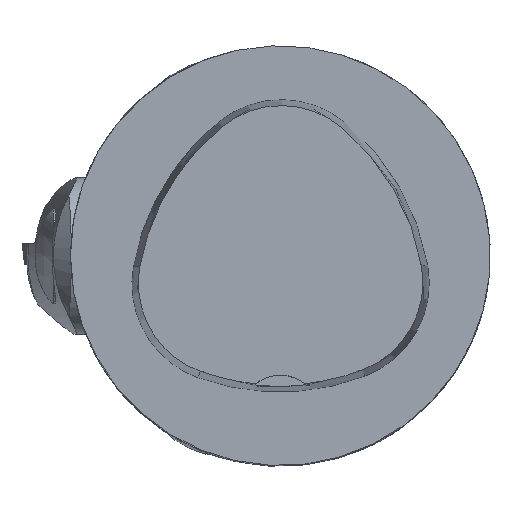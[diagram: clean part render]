
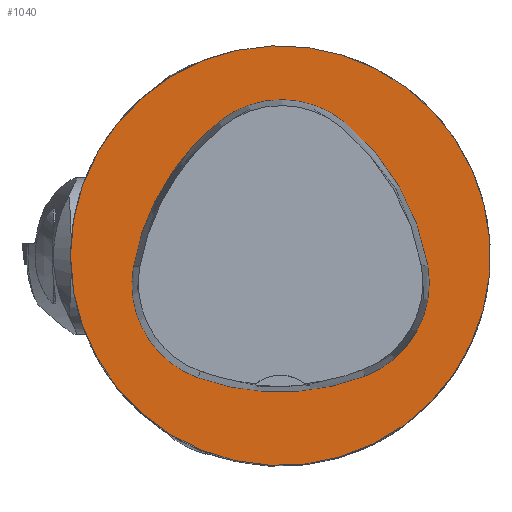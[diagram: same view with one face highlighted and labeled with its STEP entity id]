
A CAD part, top view. The second image highlights one B-rep face of the part: STEP entity #1040.
In plain terms, the highlighted planar face has unit normal (0, 0, 1).
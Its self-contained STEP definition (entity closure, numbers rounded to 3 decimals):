
#618=PLANE('',#6874);
#924=FACE_BOUND('',#1802,.T.);
#925=FACE_BOUND('',#1803,.T.);
#1040=ADVANCED_FACE('',(#924,#925),#618,.T.);
#1802=EDGE_LOOP('',(#3225,#3226,#3227,#3228,#3229,#3230));
#1803=EDGE_LOOP('',(#3231));
#3225=ORIENTED_EDGE('',*,*,#5693,.T.);
#3226=ORIENTED_EDGE('',*,*,#5673,.T.);
#3227=ORIENTED_EDGE('',*,*,#5677,.T.);
#3228=ORIENTED_EDGE('',*,*,#5680,.T.);
#3229=ORIENTED_EDGE('',*,*,#5683,.T.);
#3230=ORIENTED_EDGE('',*,*,#5691,.T.);
#3231=ORIENTED_EDGE('',*,*,#5664,.F.);
#4997=VERTEX_POINT('',#9456);
#5006=VERTEX_POINT('',#9476);
#5007=VERTEX_POINT('',#9477);
#5010=VERTEX_POINT('',#9485);
#5012=VERTEX_POINT('',#9491);
#5014=VERTEX_POINT('',#9497);
#5021=VERTEX_POINT('',#9518);
#5664=EDGE_CURVE('',#4997,#4997,#6533,.T.);
#5673=EDGE_CURVE('',#5006,#5007,#6534,.T.);
#5677=EDGE_CURVE('',#5007,#5010,#6536,.T.);
#5680=EDGE_CURVE('',#5010,#5012,#6538,.T.);
#5683=EDGE_CURVE('',#5012,#5014,#6540,.T.);
#5691=EDGE_CURVE('',#5014,#5021,#6544,.T.);
#5693=EDGE_CURVE('',#5021,#5006,#6546,.T.);
#6533=CIRCLE('',#6845,31.5);
#6534=CIRCLE('',#6852,36.);
#6536=CIRCLE('',#6855,15.);
#6538=CIRCLE('',#6858,36.);
#6540=CIRCLE('',#6861,15.);
#6544=CIRCLE('',#6866,36.);
#6546=CIRCLE('',#6869,15.);
#6845=AXIS2_PLACEMENT_3D('',#9455,#7616,#7617);
#6852=AXIS2_PLACEMENT_3D('',#9475,#7634,#7635);
#6855=AXIS2_PLACEMENT_3D('',#9484,#7642,#7643);
#6858=AXIS2_PLACEMENT_3D('',#9490,#7649,#7650);
#6861=AXIS2_PLACEMENT_3D('',#9496,#7656,#7657);
#6866=AXIS2_PLACEMENT_3D('',#9519,#7668,#7669);
#6869=AXIS2_PLACEMENT_3D('',#9522,#7674,#7675);
#6874=AXIS2_PLACEMENT_3D('',#9527,#7684,#7685);
#7616=DIRECTION('',(0.,0.,-1.));
#7617=DIRECTION('',(-1.,0.,0.));
#7634=DIRECTION('',(0.,0.,-1.));
#7635=DIRECTION('',(-1.,0.,0.));
#7642=DIRECTION('',(0.,0.,-1.));
#7643=DIRECTION('',(-1.,0.,0.));
#7649=DIRECTION('',(0.,0.,-1.));
#7650=DIRECTION('',(-1.,0.,0.));
#7656=DIRECTION('',(0.,0.,-1.));
#7657=DIRECTION('',(-1.,0.,0.));
#7668=DIRECTION('',(0.,0.,-1.));
#7669=DIRECTION('',(-1.,0.,0.));
#7674=DIRECTION('',(0.,0.,-1.));
#7675=DIRECTION('',(-1.,0.,0.));
#7684=DIRECTION('',(0.,0.,1.));
#7685=DIRECTION('',(1.,0.,0.));
#9455=CARTESIAN_POINT('',(0.,0.,0.));
#9456=CARTESIAN_POINT('',(-31.5,0.,0.));
#9475=CARTESIAN_POINT('',(13.398,-7.893,0.));
#9476=CARTESIAN_POINT('',(-22.041,-1.562,0.));
#9477=CARTESIAN_POINT('',(-9.317,20.036,0.));
#9484=CARTESIAN_POINT('',(0.148,8.399,0.));
#9485=CARTESIAN_POINT('',(9.779,19.898,0.));
#9490=CARTESIAN_POINT('',(-13.337,-7.7,0.));
#9491=CARTESIAN_POINT('',(22.122,-1.48,0.));
#9496=CARTESIAN_POINT('',(7.347,-4.071,0.));
#9497=CARTESIAN_POINT('',(12.693,-18.087,0.));
#9518=CARTESIAN_POINT('',(-12.373,-18.307,0.));
#9519=CARTESIAN_POINT('',(-0.137,15.55,0.));
#9522=CARTESIAN_POINT('',(-7.275,-4.2,0.));
#9527=CARTESIAN_POINT('',(0.,0.,0.));
